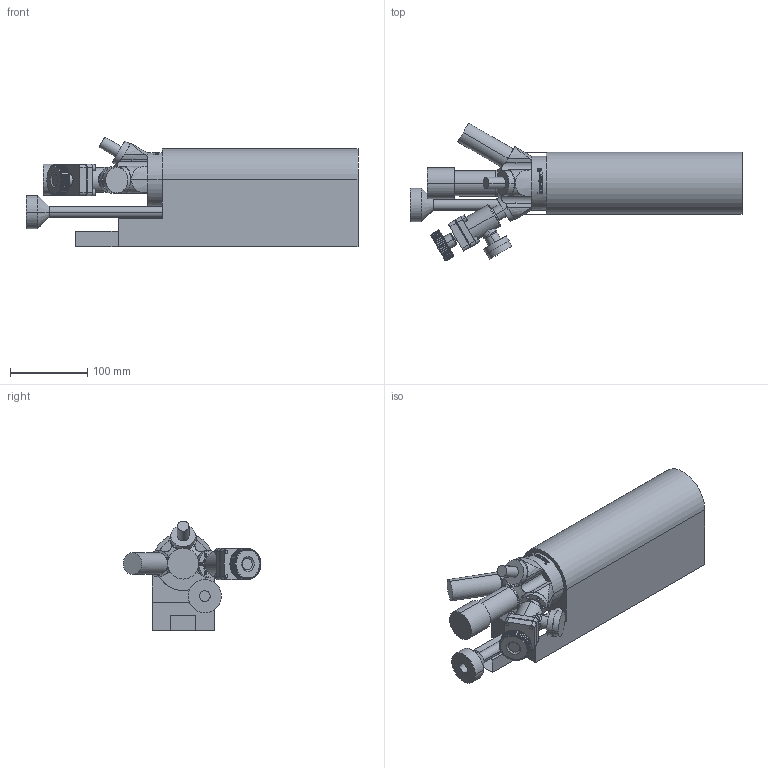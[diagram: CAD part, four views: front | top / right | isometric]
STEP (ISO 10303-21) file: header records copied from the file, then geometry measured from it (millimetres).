
FILE_DESCRIPTION(('STEP AP214'),'1');
FILE_NAME('Standard-eva aus210323.stp','2021-03-23T11:31:16',(' '),(' '),'Spatial InterOp 3D',' ',' ');
FILE_SCHEMA(('AUTOMOTIVE_DESIGN { 1 0 10303 214 1 1 1 1 }'));
Length unit declared in the file: metre
Products named in the file (1): Oberfläche
Bounding box: 429 x 177.93 x 141.93 mm (x, y, z)
Volume: 384619.9 mm3; surface area: 217350.5 mm2
Topology: 3 solids, 28 shells, 1141 faces, 2956 edges, 1855 vertices
Faces by surface type: plane 407, cylinder 406, cone 158, bspline 122, torus 48
Entity records: 67123 total; most frequent: CARTESIAN_POINT 30363, DIRECTION 5834, ORIENTED_EDGE 5724, EDGE_CURVE 2874, AXIS2_PLACEMENT_3D 2281, VERTEX_POINT 1855, LINE 1272, VECTOR 1272
